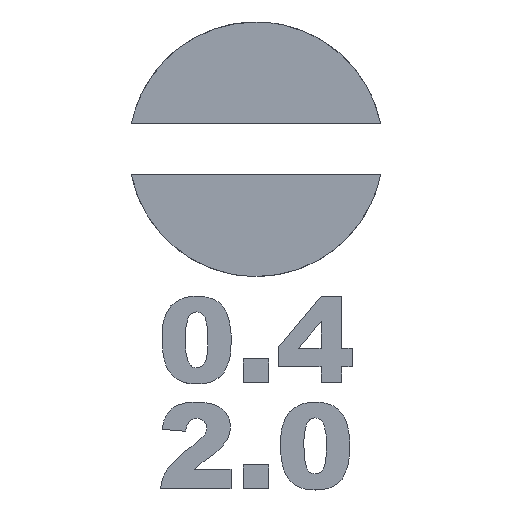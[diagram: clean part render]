
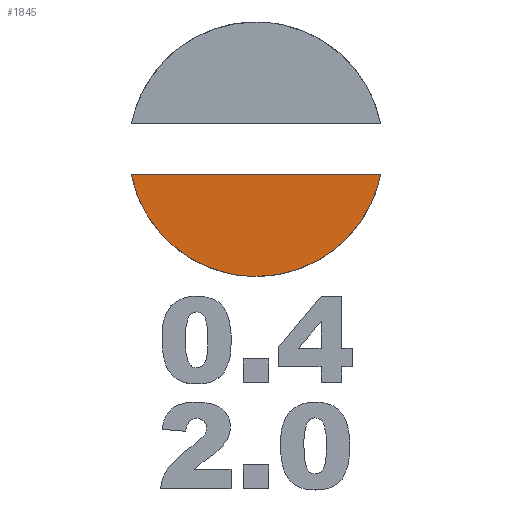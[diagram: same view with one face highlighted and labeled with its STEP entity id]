
A CAD part, top view. The second image highlights one B-rep face of the part: STEP entity #1845.
In plain terms, the highlighted planar face has unit normal (0, 0, 1).
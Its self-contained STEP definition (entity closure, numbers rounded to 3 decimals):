
#225=PLANE('',#1972);
#273=FACE_OUTER_BOUND('',#383,.T.);
#383=EDGE_LOOP('',(#1299,#1300,#1301));
#499=LINE('',#2341,#649);
#649=VECTOR('',#2030,10.);
#795=(
BOUNDED_CURVE()
B_SPLINE_CURVE(3,(#2309,#2310,#2311,#2312),.UNSPECIFIED.,.F.,.F.)
B_SPLINE_CURVE_WITH_KNOTS((4,4),(0.,1.),.UNSPECIFIED.)
CURVE()
GEOMETRIC_REPRESENTATION_ITEM()
RATIONAL_B_SPLINE_CURVE((1.,1.,1.,1.))
REPRESENTATION_ITEM('')
);
#797=(
BOUNDED_CURVE()
B_SPLINE_CURVE(3,(#2330,#2331,#2332,#2333),.UNSPECIFIED.,.F.,.F.)
B_SPLINE_CURVE_WITH_KNOTS((4,4),(0.,1.),.UNSPECIFIED.)
CURVE()
GEOMETRIC_REPRESENTATION_ITEM()
RATIONAL_B_SPLINE_CURVE((1.,1.,1.,1.))
REPRESENTATION_ITEM('')
);
#805=VERTEX_POINT('',#2307);
#806=VERTEX_POINT('',#2308);
#809=VERTEX_POINT('',#2329);
#996=EDGE_CURVE('',#805,#806,#795,.T.);
#1000=EDGE_CURVE('',#806,#809,#797,.T.);
#1003=EDGE_CURVE('',#809,#805,#499,.T.);
#1299=ORIENTED_EDGE('',*,*,#1003,.T.);
#1300=ORIENTED_EDGE('',*,*,#996,.T.);
#1301=ORIENTED_EDGE('',*,*,#1000,.T.);
#1845=ADVANCED_FACE('',(#273),#225,.T.);
#1972=AXIS2_PLACEMENT_3D('',#2343,#2032,#2033);
#2030=DIRECTION('',(-1.,0.,0.));
#2032=DIRECTION('center_axis',(0.,0.,1.));
#2033=DIRECTION('ref_axis',(-1.,0.,0.));
#2307=CARTESIAN_POINT('',(94.124,-155.205,0.));
#2308=CARTESIAN_POINT('',(100.002,-160.,0.));
#2309=CARTESIAN_POINT('Ctrl Pts',(94.124,-155.205,0.));
#2310=CARTESIAN_POINT('Ctrl Pts',(94.682,-157.941,0.));
#2311=CARTESIAN_POINT('Ctrl Pts',(97.102,-160.,0.));
#2312=CARTESIAN_POINT('Ctrl Pts',(100.002,-160.,0.));
#2329=CARTESIAN_POINT('',(105.881,-155.205,0.));
#2330=CARTESIAN_POINT('Ctrl Pts',(100.002,-160.,0.));
#2331=CARTESIAN_POINT('Ctrl Pts',(102.904,-160.,0.));
#2332=CARTESIAN_POINT('Ctrl Pts',(105.324,-157.941,0.));
#2333=CARTESIAN_POINT('Ctrl Pts',(105.881,-155.205,0.));
#2341=CARTESIAN_POINT('',(105.881,-155.205,0.));
#2343=CARTESIAN_POINT('Origin',(100.002,-157.602,0.));
